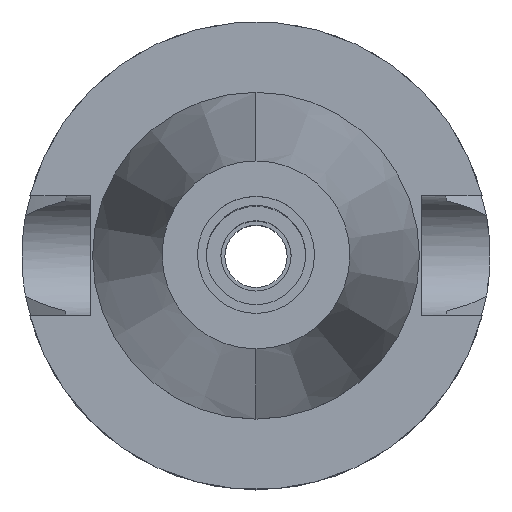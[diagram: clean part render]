
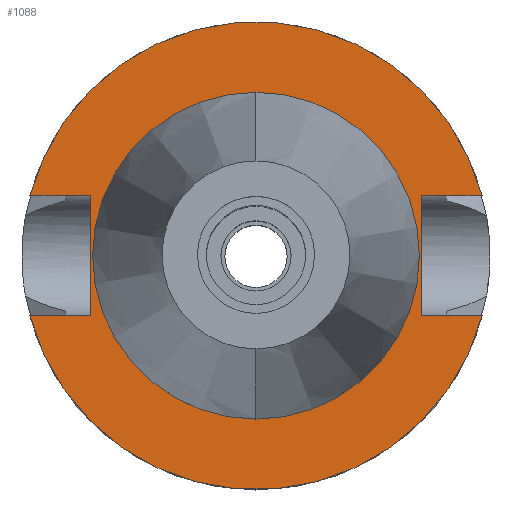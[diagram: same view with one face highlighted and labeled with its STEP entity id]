
A CAD part, top view. The second image highlights one B-rep face of the part: STEP entity #1088.
In plain terms, the highlighted planar face has unit normal (0, 0, 1).
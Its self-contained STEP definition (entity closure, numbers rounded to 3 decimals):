
#43 = EDGE_LOOP ( 'NONE', ( #1453, #2787, #1247, #2619, #2172, #1573, #1133, #2443 ) ) ;
#50 = CARTESIAN_POINT ( 'NONE',  ( 0., -34.925, -1.5 ) ) ;
#61 = DIRECTION ( 'NONE',  ( 0., 0., 1. ) ) ;
#78 = VECTOR ( 'NONE', #2096, 1000. ) ;
#79 = CARTESIAN_POINT ( 'NONE',  ( -48.321, -12.85, -1.5 ) ) ;
#166 = AXIS2_PLACEMENT_3D ( 'NONE', #2433, #1192, #1161 ) ;
#293 = CARTESIAN_POINT ( 'NONE',  ( -35.4, -12.85, -1.5 ) ) ;
#344 = CARTESIAN_POINT ( 'NONE',  ( -35.4, -12.85, -1.5 ) ) ;
#394 = EDGE_CURVE ( 'NONE', #2775, #2018, #1219, .T. ) ;
#407 = PLANE ( 'NONE',  #166 ) ;
#451 = CARTESIAN_POINT ( 'NONE',  ( -48.321, 12.85, -1.5 ) ) ;
#514 = VERTEX_POINT ( 'NONE', #1131 ) ;
#589 = AXIS2_PLACEMENT_3D ( 'NONE', #1696, #2244, #2524 ) ;
#590 = VECTOR ( 'NONE', #2910, 1000. ) ;
#630 = CIRCLE ( 'NONE', #1451, 34.925 ) ;
#674 = CIRCLE ( 'NONE', #3158, 50. ) ;
#707 = DIRECTION ( 'NONE',  ( 0., -1., 0. ) ) ;
#722 = EDGE_CURVE ( 'NONE', #514, #2775, #1914, .T. ) ;
#773 = CIRCLE ( 'NONE', #1094, 34.925 ) ;
#814 = VERTEX_POINT ( 'NONE', #50 ) ;
#917 = DIRECTION ( 'NONE',  ( -1., 0., 0. ) ) ;
#925 = CARTESIAN_POINT ( 'NONE',  ( 0., 0., -1.5 ) ) ;
#946 = VERTEX_POINT ( 'NONE', #344 ) ;
#957 = FACE_OUTER_BOUND ( 'NONE', #43, .T. ) ;
#980 = VECTOR ( 'NONE', #707, 1000. ) ;
#1005 = LINE ( 'NONE', #293, #1825 ) ;
#1021 = CARTESIAN_POINT ( 'NONE',  ( 48.321, 12.85, -1.5 ) ) ;
#1039 = DIRECTION ( 'NONE',  ( 0., 1., 0. ) ) ;
#1074 = VERTEX_POINT ( 'NONE', #451 ) ;
#1088 = ADVANCED_FACE ( 'NONE', ( #957, #1425 ), #407, .F. ) ;
#1094 = AXIS2_PLACEMENT_3D ( 'NONE', #925, #1635, #1923 ) ;
#1101 = CARTESIAN_POINT ( 'NONE',  ( 35.4, 12.85, -1.5 ) ) ;
#1131 = CARTESIAN_POINT ( 'NONE',  ( 35.4, -12.85, -1.5 ) ) ;
#1133 = ORIENTED_EDGE ( 'NONE', *, *, #2906, .F. ) ;
#1161 = DIRECTION ( 'NONE',  ( 0., -1., 0. ) ) ;
#1192 = DIRECTION ( 'NONE',  ( 0., 0., -1. ) ) ;
#1219 = CIRCLE ( 'NONE', #589, 50. ) ;
#1223 = VERTEX_POINT ( 'NONE', #1021 ) ;
#1224 = DIRECTION ( 'NONE',  ( 0., 1., 0. ) ) ;
#1225 = EDGE_CURVE ( 'NONE', #2949, #514, #1505, .T. ) ;
#1233 = CARTESIAN_POINT ( 'NONE',  ( -35.4, 12.85, -1.5 ) ) ;
#1247 = ORIENTED_EDGE ( 'NONE', *, *, #722, .F. ) ;
#1285 = EDGE_CURVE ( 'NONE', #946, #2032, #1005, .T. ) ;
#1333 = CARTESIAN_POINT ( 'NONE',  ( -35.4, -12.85, -1.5 ) ) ;
#1416 = CARTESIAN_POINT ( 'NONE',  ( 35.4, -12.85, -1.5 ) ) ;
#1425 = FACE_BOUND ( 'NONE', #2870, .T. ) ;
#1440 = VERTEX_POINT ( 'NONE', #2890 ) ;
#1444 = CARTESIAN_POINT ( 'NONE',  ( 35.4, 12.85, -1.5 ) ) ;
#1451 = AXIS2_PLACEMENT_3D ( 'NONE', #2283, #61, #1039 ) ;
#1453 = ORIENTED_EDGE ( 'NONE', *, *, #2701, .T. ) ;
#1505 = LINE ( 'NONE', #1707, #980 ) ;
#1573 = ORIENTED_EDGE ( 'NONE', *, *, #1803, .F. ) ;
#1576 = LINE ( 'NONE', #1333, #2608 ) ;
#1577 = ORIENTED_EDGE ( 'NONE', *, *, #1867, .F. ) ;
#1595 = CARTESIAN_POINT ( 'NONE',  ( 48.321, -12.85, -1.5 ) ) ;
#1635 = DIRECTION ( 'NONE',  ( 0., 0., 1. ) ) ;
#1696 = CARTESIAN_POINT ( 'NONE',  ( 0., 0., -1.5 ) ) ;
#1707 = CARTESIAN_POINT ( 'NONE',  ( 35.4, 12.85, -1.5 ) ) ;
#1803 = EDGE_CURVE ( 'NONE', #1074, #1223, #674, .T. ) ;
#1825 = VECTOR ( 'NONE', #1224, 1000. ) ;
#1867 = EDGE_CURVE ( 'NONE', #814, #1440, #773, .T. ) ;
#1903 = ORIENTED_EDGE ( 'NONE', *, *, #2050, .F. ) ;
#1914 = LINE ( 'NONE', #1416, #590 ) ;
#1923 = DIRECTION ( 'NONE',  ( 0., -1., 0. ) ) ;
#2018 = VERTEX_POINT ( 'NONE', #79 ) ;
#2032 = VERTEX_POINT ( 'NONE', #2995 ) ;
#2050 = EDGE_CURVE ( 'NONE', #1440, #814, #630, .T. ) ;
#2096 = DIRECTION ( 'NONE',  ( 1., 0., 0. ) ) ;
#2172 = ORIENTED_EDGE ( 'NONE', *, *, #2818, .T. ) ;
#2178 = LINE ( 'NONE', #1233, #2611 ) ;
#2244 = DIRECTION ( 'NONE',  ( 0., 0., -1. ) ) ;
#2283 = CARTESIAN_POINT ( 'NONE',  ( 0., 0., -1.5 ) ) ;
#2343 = LINE ( 'NONE', #1101, #78 ) ;
#2419 = CARTESIAN_POINT ( 'NONE',  ( 0., 0., -1.5 ) ) ;
#2433 = CARTESIAN_POINT ( 'NONE',  ( 0., 0., -1.5 ) ) ;
#2443 = ORIENTED_EDGE ( 'NONE', *, *, #1285, .F. ) ;
#2524 = DIRECTION ( 'NONE',  ( 0., -1., 0. ) ) ;
#2572 = DIRECTION ( 'NONE',  ( -1., 0., 0. ) ) ;
#2606 = DIRECTION ( 'NONE',  ( 0., 0., -1. ) ) ;
#2608 = VECTOR ( 'NONE', #2572, 1000. ) ;
#2611 = VECTOR ( 'NONE', #917, 1000. ) ;
#2619 = ORIENTED_EDGE ( 'NONE', *, *, #1225, .F. ) ;
#2655 = DIRECTION ( 'NONE',  ( 0., 1., 0. ) ) ;
#2701 = EDGE_CURVE ( 'NONE', #946, #2018, #1576, .T. ) ;
#2775 = VERTEX_POINT ( 'NONE', #1595 ) ;
#2787 = ORIENTED_EDGE ( 'NONE', *, *, #394, .F. ) ;
#2818 = EDGE_CURVE ( 'NONE', #2949, #1223, #2343, .T. ) ;
#2870 = EDGE_LOOP ( 'NONE', ( #1903, #1577 ) ) ;
#2890 = CARTESIAN_POINT ( 'NONE',  ( 0., 34.925, -1.5 ) ) ;
#2906 = EDGE_CURVE ( 'NONE', #2032, #1074, #2178, .T. ) ;
#2910 = DIRECTION ( 'NONE',  ( 1., 0., 0. ) ) ;
#2949 = VERTEX_POINT ( 'NONE', #1444 ) ;
#2995 = CARTESIAN_POINT ( 'NONE',  ( -35.4, 12.85, -1.5 ) ) ;
#3158 = AXIS2_PLACEMENT_3D ( 'NONE', #2419, #2606, #2655 ) ;
